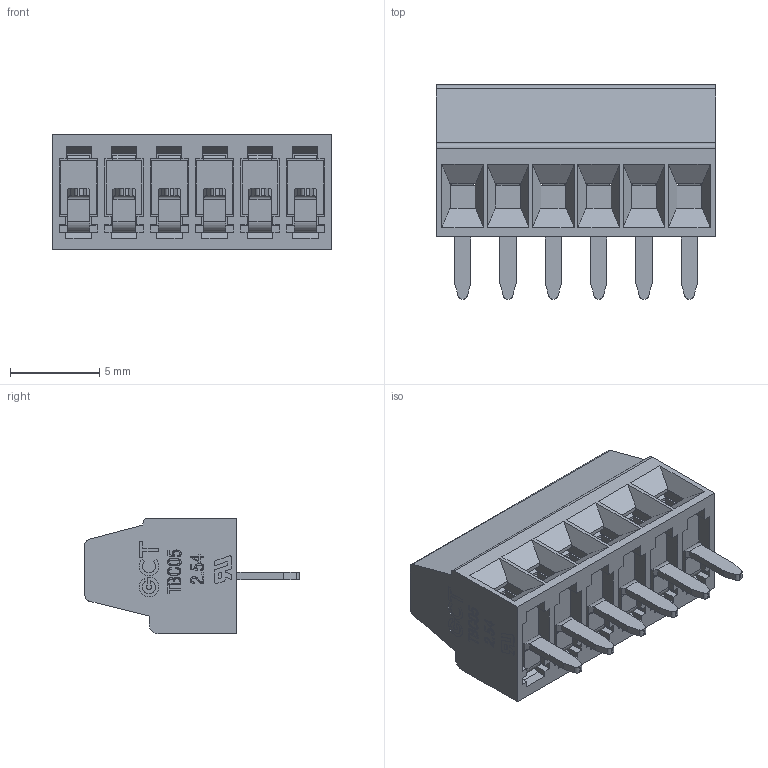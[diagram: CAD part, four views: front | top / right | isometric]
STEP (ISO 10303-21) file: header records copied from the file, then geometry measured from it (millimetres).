
FILE_DESCRIPTION(('STEP AP242'),'1');
FILE_NAME('tbc05-06-1-g-g.stp','2025-05-24T08:39:06',('TraceParts'),('TraceParts S.A.'),'Spatial InterOp 3D',' ',' ');
FILE_SCHEMA(('AP242_MANAGED_MODEL_BASED_3D_ENGINEERING_MIM_LF {1 0 10303 442 1 1 4}'));
Length unit declared in the file: millimetre
Products named in the file (1): TBC05-06-1-G-G|TBC05-06-1-G-G_H#TBC05-06-1-G-G_H;TBC05-06-1-G-G_H
Bounding box: 15.64 x 12 x 6.5 mm (x, y, z)
Volume: 503.8 mm3; surface area: 1836.1 mm2
Topology: 7 solids, 7 shells, 1558 faces, 4422 edges, 2926 vertices
Faces by surface type: plane 910, cylinder 648
Entity records: 50923 total; most frequent: CARTESIAN_POINT 8913, DIRECTION 8884, ORIENTED_EDGE 8844, EDGE_CURVE 4422, LINE 3090, VECTOR 3090, VERTEX_POINT 2926, AXIS2_PLACEMENT_3D 2897
